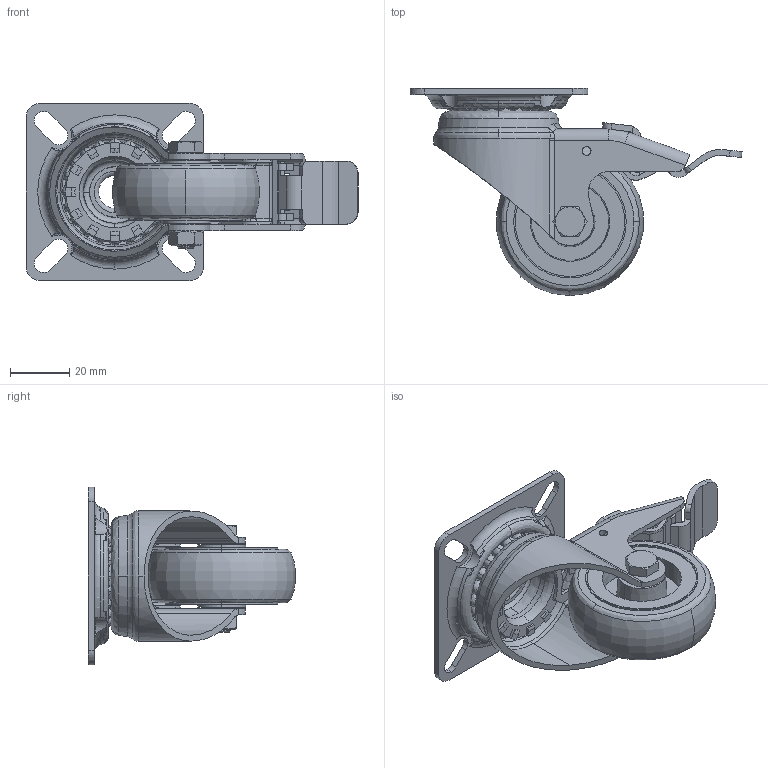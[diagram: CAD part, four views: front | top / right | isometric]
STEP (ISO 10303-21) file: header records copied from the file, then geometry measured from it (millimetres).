
FILE_DESCRIPTION (( 'STEP AP214' ), '1' );
FILE_NAME ('0029325AS.step', '2021-05-25T08:09:58', ( 'Windows-Benutzer' ), ( '' ), 'SwSTEP 2.0', 'SolidWorks 2020', '' );
FILE_SCHEMA (( 'AUTOMOTIVE_DESIGN' ));
Length unit declared in the file: millimetre
Products named in the file (1): 0029325AS
Bounding box: 112.06 x 69.9 x 60 mm (x, y, z)
Volume: 56988.9 mm3; surface area: 46302.7 mm2
Topology: 47 solids, 47 shells, 681 faces, 1845 edges, 1127 vertices
Faces by surface type: plane 220, cylinder 217, bspline 157, torus 46, cone 41
Entity records: 33787 total; most frequent: CARTESIAN_POINT 10214, ORIENTED_EDGE 3390, DIRECTION 3059, EDGE_CURVE 1695, AXIS2_PLACEMENT_3D 1189, VERTEX_POINT 1127, UNCERTAINTY_MEASURE_WITH_UNIT 730, EDGE_LOOP 730
